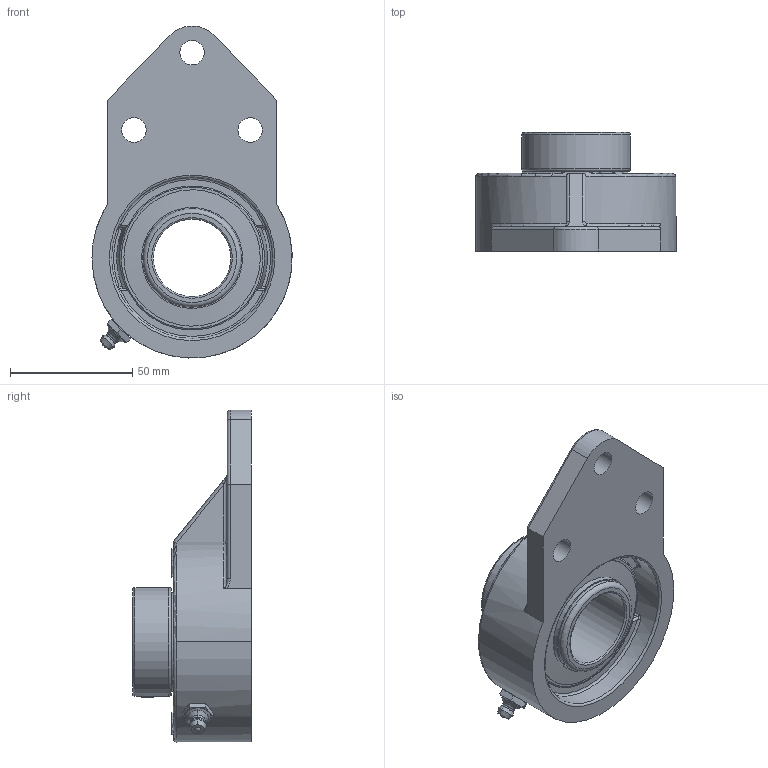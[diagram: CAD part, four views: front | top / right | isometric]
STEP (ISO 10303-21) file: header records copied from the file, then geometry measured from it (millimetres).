
FILE_DESCRIPTION(('HOOPS Exchange Step'),'2;1');
FILE_NAME('export-A26FC5EF-CEF1-4821-9E7E-497AA1F4DF4E.stp','2019-12-12T16:13:11+16:00',('ibuslach'),('Alibre'),'HOOPS Exchange 2019.2','Alibre','Unknown authorisation');
FILE_SCHEMA( ('AP242_MANAGED_MODEL_BASED_3D_ENGINEERING_MIM_LF {1 0 10303 442 1 1 4 }') );
Length unit declared in the file: centimetre
Products named in the file (8): ZERK 6mm; MRN SFB 206; SNC 206 SHIELD; SNC 206-20 COLLAR; SNC 206-20 RACES; SUC 206 SS; MRN SNC 206-20; MRN SNCFB 206-20
Assembly tree (8 placements, depth 3):
  MRN SNCFB 206-20
    ZERK 6mm
    MRN SFB 206
    MRN SNC 206-20
      SNC 206 SHIELD  x2
      SNC 206-20 COLLAR
      SNC 206-20 RACES
      SUC 206 SS
Bounding box: 81.94 x 48.7 x 135.98 mm (x, y, z)
Volume: 142868.4 mm3; surface area: 57292.1 mm2
Topology: 8 solids, 8 shells, 678 faces, 1897 edges, 1251 vertices
Faces by surface type: extrusion 280, plane 263, cylinder 62, cone 30, torus 23, bspline 12, sphere 8
Full cylindrical faces by diameter (mm): 2.506 x2, 5.359 x7, 6 x2, 10 x3, 31.75 x2, 37.643 x2, 40.323 x4, 41.338 x2, 44.501 x1, 51.397 x2, 55.88 x2, 62.017 x1, 66.017 x1
Entity records: 28657 total; most frequent: CARTESIAN_POINT 12318, ORIENTED_EDGE 3738, DIRECTION 2500, EDGE_CURVE 1869, VECTOR 1270, VERTEX_POINT 1237, LINE 990, B_SPLINE_CURVE_WITH_KNOTS 923
